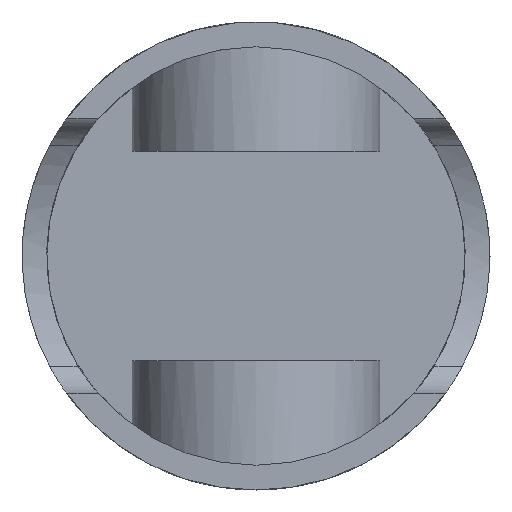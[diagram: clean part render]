
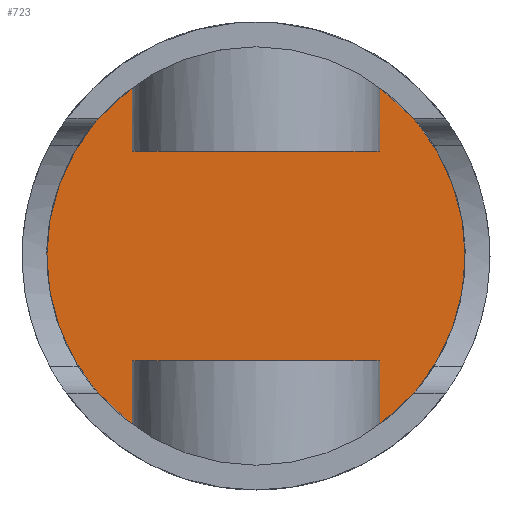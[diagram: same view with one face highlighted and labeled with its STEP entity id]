
A CAD part, front view. The second image highlights one B-rep face of the part: STEP entity #723.
In plain terms, the highlighted planar face has unit normal (0, -1, 0).
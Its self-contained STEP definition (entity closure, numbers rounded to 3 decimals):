
#5 = CARTESIAN_POINT ( 'NONE',  ( 0., 85., 0. ) ) ;
#138 = PLANE ( 'NONE',  #710 ) ;
#145 = AXIS2_PLACEMENT_3D ( 'NONE', #1312, #1397, #222 ) ;
#222 = DIRECTION ( 'NONE',  ( 0., 0., -1. ) ) ;
#246 = FACE_OUTER_BOUND ( 'NONE', #1194, .T. ) ;
#352 = ORIENTED_EDGE ( 'NONE', *, *, #983, .T. ) ;
#708 = DIRECTION ( 'NONE',  ( 0., 0., 1. ) ) ;
#710 = AXIS2_PLACEMENT_3D ( 'NONE', #5, #1429, #708 ) ;
#723 = ADVANCED_FACE ( 'NONE', ( #246 ), #138, .F. ) ;
#810 = CIRCLE ( 'NONE', #145, 38. ) ;
#983 = EDGE_CURVE ( 'NONE', #1488, #1488, #810, .T. ) ;
#990 = CARTESIAN_POINT ( 'NONE',  ( 0., 85., -38. ) ) ;
#1194 = EDGE_LOOP ( 'NONE', ( #352 ) ) ;
#1312 = CARTESIAN_POINT ( 'NONE',  ( 0., 85., 0. ) ) ;
#1397 = DIRECTION ( 'NONE',  ( 0., -1., 0. ) ) ;
#1429 = DIRECTION ( 'NONE',  ( 0., 1., 0. ) ) ;
#1488 = VERTEX_POINT ( 'NONE', #990 ) ;
